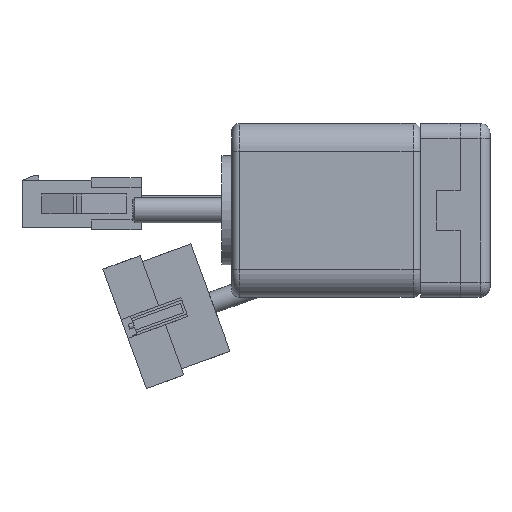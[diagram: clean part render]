
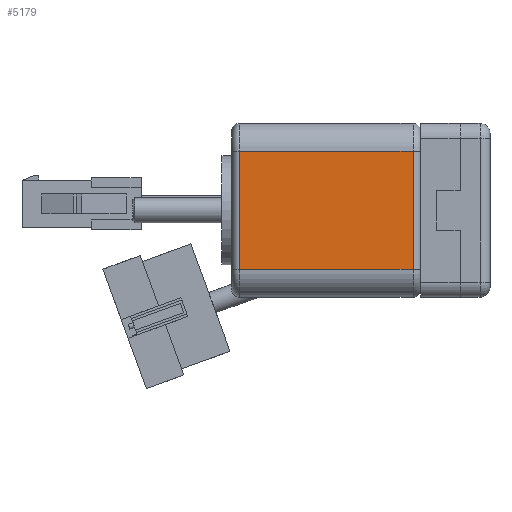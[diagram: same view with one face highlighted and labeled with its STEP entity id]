
A CAD part, front view. The second image highlights one B-rep face of the part: STEP entity #5179.
In plain terms, the highlighted planar face has unit normal (0, -1, 0).
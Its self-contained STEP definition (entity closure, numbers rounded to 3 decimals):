
#574 = VECTOR ( 'NONE', #11764, 1000. ) ;
#2373 = DIRECTION ( 'NONE',  ( -1., 0., 0. ) ) ;
#2945 = CARTESIAN_POINT ( 'NONE',  ( 38., 0., 0. ) ) ;
#2960 = ORIENTED_EDGE ( 'NONE', *, *, #6353, .T. ) ;
#3050 = CARTESIAN_POINT ( 'NONE',  ( 1.5, 0., -5.6 ) ) ;
#3164 = CARTESIAN_POINT ( 'NONE',  ( 36.5, 0., 0. ) ) ;
#3365 = LINE ( 'NONE', #15242, #13074 ) ;
#3421 = AXIS2_PLACEMENT_3D ( 'NONE', #2945, #16162, #8252 ) ;
#4419 = VERTEX_POINT ( 'NONE', #6556 ) ;
#4477 = DIRECTION ( 'NONE',  ( 0., 0., 1. ) ) ;
#4676 = DIRECTION ( 'NONE',  ( 0., 0., -1. ) ) ;
#5179 = ADVANCED_FACE ( 'NONE', ( #12899 ), #12171, .F. ) ;
#5948 = LINE ( 'NONE', #7648, #9447 ) ;
#6353 = EDGE_CURVE ( 'NONE', #10774, #4419, #3365, .T. ) ;
#6556 = CARTESIAN_POINT ( 'NONE',  ( 1.5, 0., -29.4 ) ) ;
#6818 = VERTEX_POINT ( 'NONE', #13608 ) ;
#6878 = EDGE_CURVE ( 'NONE', #7104, #6818, #14807, .T. ) ;
#7104 = VERTEX_POINT ( 'NONE', #14176 ) ;
#7648 = CARTESIAN_POINT ( 'NONE',  ( 1.5, 0., -5.6 ) ) ;
#8252 = DIRECTION ( 'NONE',  ( 0., 0., 1. ) ) ;
#9118 = CARTESIAN_POINT ( 'NONE',  ( 38., 0., -29.4 ) ) ;
#9447 = VECTOR ( 'NONE', #2373, 1000. ) ;
#10375 = ORIENTED_EDGE ( 'NONE', *, *, #15088, .T. ) ;
#10774 = VERTEX_POINT ( 'NONE', #3050 ) ;
#11120 = LINE ( 'NONE', #9118, #574 ) ;
#11764 = DIRECTION ( 'NONE',  ( 1., 0., 0. ) ) ;
#11987 = ORIENTED_EDGE ( 'NONE', *, *, #6878, .T. ) ;
#12171 = PLANE ( 'NONE',  #3421 ) ;
#12899 = FACE_OUTER_BOUND ( 'NONE', #15536, .T. ) ;
#13074 = VECTOR ( 'NONE', #4676, 1000. ) ;
#13521 = ORIENTED_EDGE ( 'NONE', *, *, #15628, .T. ) ;
#13608 = CARTESIAN_POINT ( 'NONE',  ( 36.5, 0., -5.6 ) ) ;
#14176 = CARTESIAN_POINT ( 'NONE',  ( 36.5, 0., -29.4 ) ) ;
#14807 = LINE ( 'NONE', #3164, #15231 ) ;
#15088 = EDGE_CURVE ( 'NONE', #4419, #7104, #11120, .T. ) ;
#15231 = VECTOR ( 'NONE', #4477, 1000. ) ;
#15242 = CARTESIAN_POINT ( 'NONE',  ( 1.5, 0., 0. ) ) ;
#15536 = EDGE_LOOP ( 'NONE', ( #11987, #13521, #2960, #10375 ) ) ;
#15628 = EDGE_CURVE ( 'NONE', #6818, #10774, #5948, .T. ) ;
#16162 = DIRECTION ( 'NONE',  ( 0., 1., 0. ) ) ;
